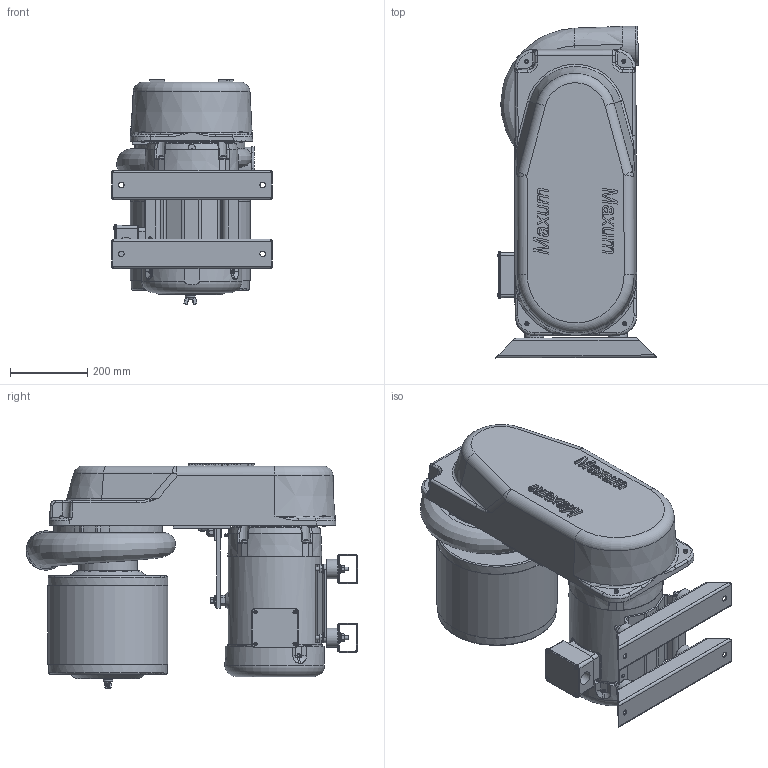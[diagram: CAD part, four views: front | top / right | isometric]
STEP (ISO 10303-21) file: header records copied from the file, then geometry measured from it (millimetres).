
FILE_DESCRIPTION(/* description */ (''),/* implementation_level */ '2;1');
FILE_NAME(/* name */ 'BAL10xB001_A.stp',/* time_stamp */ '2018-11-30T11:50:53-05:00',/* author */ ('James'),/* organization */ (''),/* preprocessor_version */ 'ST-DEVELOPER v16.5',/* originating_system */ 'Autodesk Inventor 2017',/* authorisation */ '');
FILE_SCHEMA (('AUTOMOTIVE_DESIGN { 1 0 10303 214 3 1 1 }'));
Length unit declared in the file: inch
Products named in the file (1): BAL10xB001_A
Bounding box: 415.92 x 857.7 x 581.02 mm (x, y, z)
Volume: 77240021.2 mm3; surface area: 2214232.3 mm2
Topology: 2 solids, 2 shells, 3093 faces, 7886 edges, 5106 vertices
Faces by surface type: plane 1438, cylinder 885, cone 349, bspline 273, torus 77, sphere 71
Full cylindrical faces by diameter (mm): 4.826 x3, 6.624 x1, 7.937 x4, 8.839 x4, 10 x16, 10.5 x4, 10.516 x3, 10.592 x1, 10.922 x1, 12 x4, 12.548 x1, 14.3 x4, 21 x1, 23.825 x1, 25.4 x11, 35.052 x1, 50 x4, 100.012 x1, 152.4 x1, 241.579 x1, 281.28 x1, 306.07 x1, 308.61 x1, 310.896 x1
Entity records: 120948 total; most frequent: CARTESIAN_POINT 48466, ORIENTED_EDGE 15300, DIRECTION 14836, EDGE_CURVE 7650, AXIS2_PLACEMENT_3D 5503, VERTEX_POINT 5010, LINE 3830, VECTOR 3830
